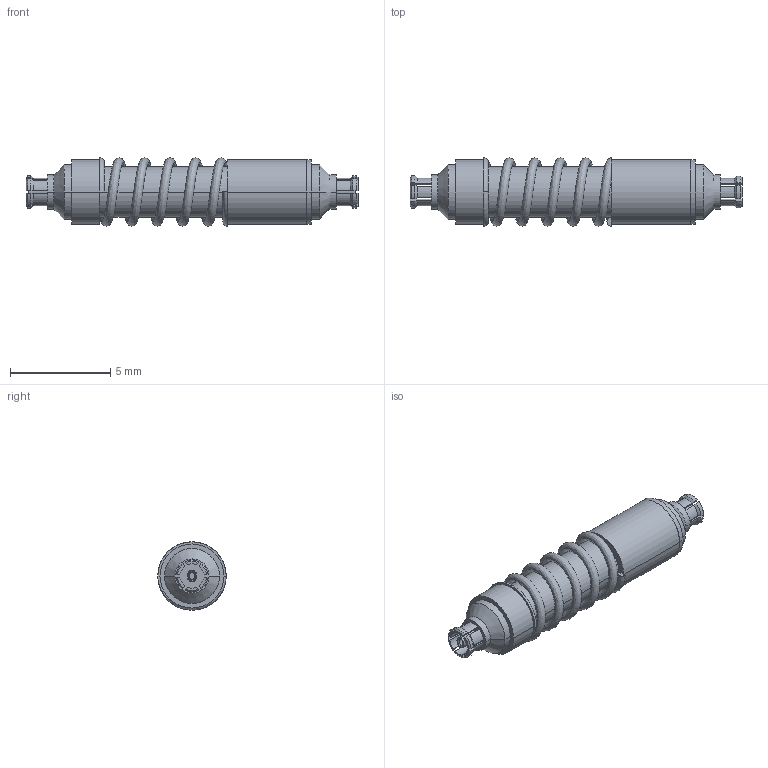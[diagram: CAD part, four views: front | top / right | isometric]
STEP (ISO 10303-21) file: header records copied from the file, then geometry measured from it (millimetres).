
FILE_DESCRIPTION (( 'STEP AP214' ), '1' );
FILE_NAME ('FMAD9989_3D.step', '2023-07-05T18:20:10', ( '' ), ( '' ), 'SwSTEP 2.0', 'SolidWorks 2022', '' );
FILE_SCHEMA (( 'AUTOMOTIVE_DESIGN' ));
Length unit declared in the file: inch
Products named in the file (1): FMAD9989_3D
Bounding box: 16.54 x 3.4 x 3.4 mm (x, y, z)
Volume: 95.2 mm3; surface area: 240.9 mm2
Topology: 2 solids, 2 shells, 152 faces, 366 edges, 240 vertices
Faces by surface type: cylinder 54, plane 52, cone 28, bspline 14, torus 4
Entity records: 6840 total; most frequent: CARTESIAN_POINT 3312, ORIENTED_EDGE 732, DIRECTION 702, EDGE_CURVE 366, AXIS2_PLACEMENT_3D 275, VERTEX_POINT 240, EDGE_LOOP 174, FACE_OUTER_BOUND 152
